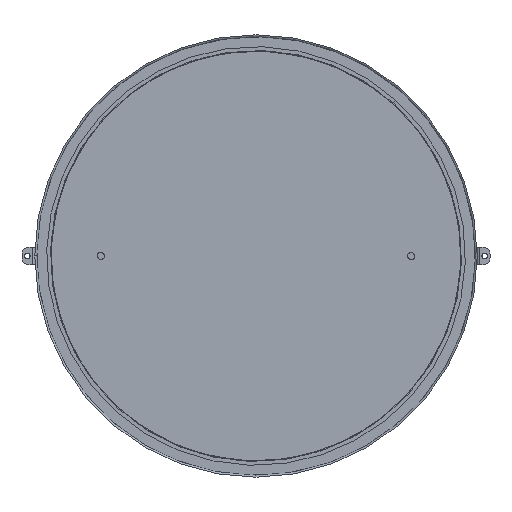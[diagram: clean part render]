
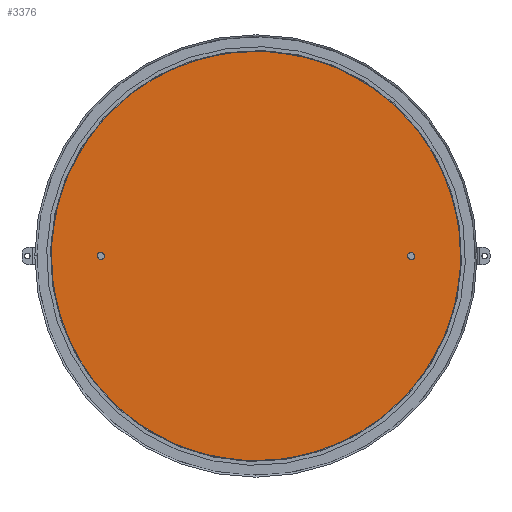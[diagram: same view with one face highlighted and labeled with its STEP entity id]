
A CAD part, front view. The second image highlights one B-rep face of the part: STEP entity #3376.
In plain terms, the highlighted face is planar.
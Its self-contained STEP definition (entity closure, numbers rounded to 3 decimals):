
#357=PLANE('',#3902);
#541=FACE_OUTER_BOUND('',#846,.T.);
#846=EDGE_LOOP('',(#2637));
#1481=CIRCLE('',#3900,235.);
#1704=VERTEX_POINT('',#5767);
#2030=EDGE_CURVE('',#1704,#1704,#1481,.T.);
#2637=ORIENTED_EDGE('',*,*,#2030,.T.);
#3376=ADVANCED_FACE('',(#541),#357,.T.);
#3900=AXIS2_PLACEMENT_3D('',#5768,#4684,#4685);
#3902=AXIS2_PLACEMENT_3D('',#5770,#4688,#4689);
#4684=DIRECTION('center_axis',(0.,0.,-1.));
#4685=DIRECTION('ref_axis',(-1.,0.,0.));
#4688=DIRECTION('center_axis',(0.,0.,-1.));
#4689=DIRECTION('ref_axis',(-1.,0.,0.));
#5767=CARTESIAN_POINT('',(235.,0.,0.));
#5768=CARTESIAN_POINT('Origin',(0.,0.,0.));
#5770=CARTESIAN_POINT('Origin',(0.,0.,0.));
